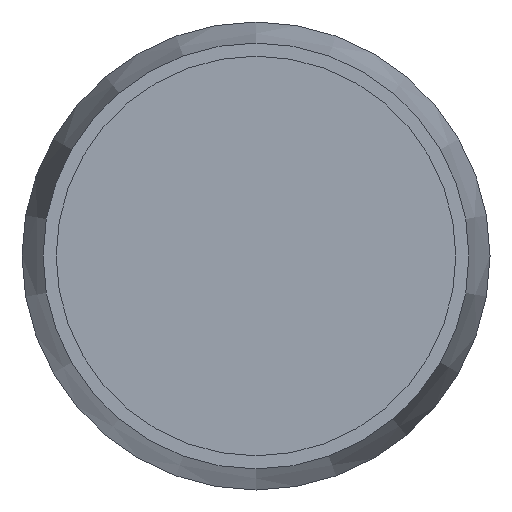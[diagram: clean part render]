
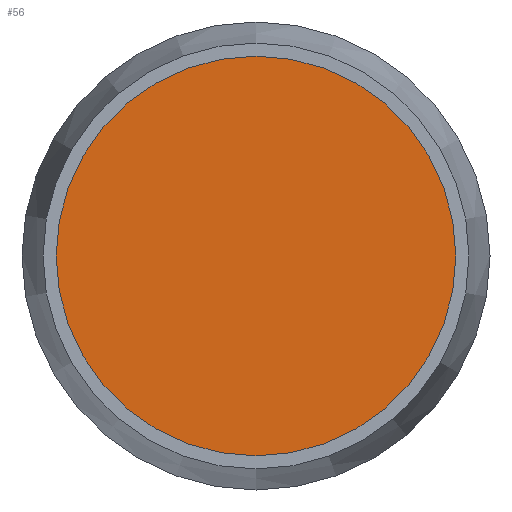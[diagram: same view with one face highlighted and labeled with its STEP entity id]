
A CAD part, front view. The second image highlights one B-rep face of the part: STEP entity #56.
In plain terms, the highlighted planar face has unit normal (0, -1, 0).
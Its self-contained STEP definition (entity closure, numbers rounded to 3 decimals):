
#56 = ADVANCED_FACE( '', ( #117 ), #118, .F. );
#117 = FACE_OUTER_BOUND( '', #170, .T. );
#118 = PLANE( '', #171 );
#170 = EDGE_LOOP( '', ( #237 ) );
#171 = AXIS2_PLACEMENT_3D( '', #238, #239, #240 );
#237 = ORIENTED_EDGE( '', *, *, #253, .F. );
#238 = CARTESIAN_POINT( '', ( 0., 32.112, 0. ) );
#239 = DIRECTION( '', ( 0., 1., 0. ) );
#240 = DIRECTION( '', ( 0., 0., 1. ) );
#253 = EDGE_CURVE( '', #280, #280, #281, .T. );
#280 = VERTEX_POINT( '', #314 );
#281 = CIRCLE( '', #315, 38. );
#314 = CARTESIAN_POINT( '', ( 38., 32.112, 0. ) );
#315 = AXIS2_PLACEMENT_3D( '', #349, #350, #351 );
#349 = CARTESIAN_POINT( '', ( 0., 32.112, 0. ) );
#350 = DIRECTION( '', ( 0., 1., 0. ) );
#351 = DIRECTION( '', ( 1., 0., 0. ) );
